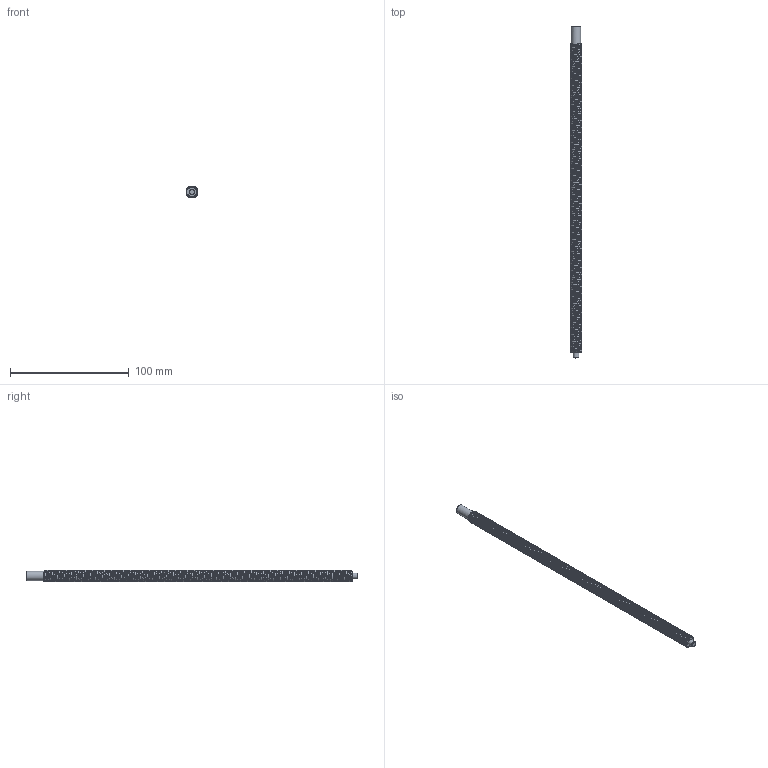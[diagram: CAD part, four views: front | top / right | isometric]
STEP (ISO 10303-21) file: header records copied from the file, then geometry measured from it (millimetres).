
FILE_DESCRIPTION(/* description */ ('HUSILLO Z PTGSG_10x2_R2 '),/* implementation_level */ '2;1');
FILE_NAME(/* name */ 'C04H020024-lead-screw .stp',/* time_stamp */ '2014-12-22T14:46:47+01:00',/* author */ ('MARCHA TECHNOLOGY'),/* organization */ ('MARCHA TECHNOLOGY'),/* preprocessor_version */ 'ST-DEVELOPER v15.6',/* originating_system */ 'Autodesk Inventor 2015',/* authorisation */ '');
FILE_SCHEMA (('CONFIG_CONTROL_DESIGN'));
Length unit declared in the file: millimetre
Products named in the file (1): C04H020024-lead-screw 
Bounding box: 10.02 x 280 x 10.02 mm (x, y, z)
Volume: 2532 mm3; surface area: 13790.7 mm2
Topology: 1 solids, 1 shells, 143 faces, 418 edges, 278 vertices
Faces by surface type: cylinder 133, plane 4, cone 4, bspline 2
Full cylindrical faces by diameter (mm): 5 x1, 8 x130
Entity records: 16768 total; most frequent: CARTESIAN_POINT 16500, ORIENTED_EDGE 46, DIRECTION 46, EDGE_CURVE 23, AXIS2_PLACEMENT_3D 23, EDGE_LOOP 18, VERTEX_POINT 17, FACE_OUTER_BOUND 13
